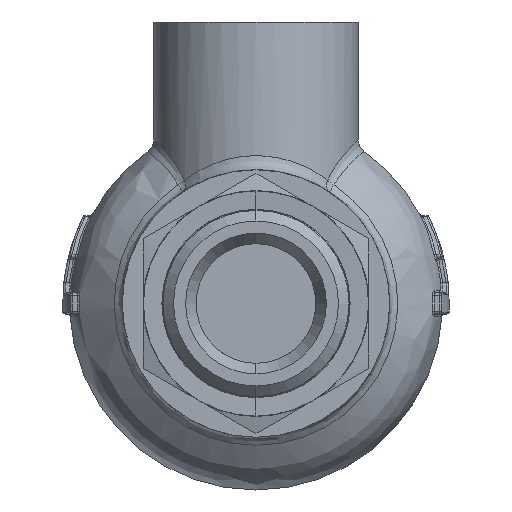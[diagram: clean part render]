
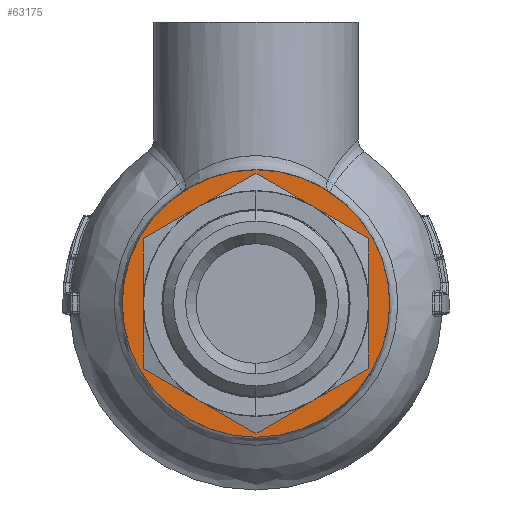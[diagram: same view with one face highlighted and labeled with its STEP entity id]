
A CAD part, front view. The second image highlights one B-rep face of the part: STEP entity #63175.
In plain terms, the highlighted planar face has unit normal (0, -1, 0).
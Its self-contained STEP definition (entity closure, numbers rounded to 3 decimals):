
#324 = FACE_OUTER_BOUND ( 'NONE', #54345, .T. ) ;
#2598 = DIRECTION ( 'NONE',  ( 0., 0., 1. ) ) ;
#3040 =( BOUNDED_CURVE ( )  B_SPLINE_CURVE ( 3, ( #13602, #63268, #7989, #38397 ),
 .UNSPECIFIED., .F., .F. ) 
 B_SPLINE_CURVE_WITH_KNOTS ( ( 4, 4 ),
 ( 0., 1. ),
 .UNSPECIFIED. ) 
 CURVE ( )  GEOMETRIC_REPRESENTATION_ITEM ( )  RATIONAL_B_SPLINE_CURVE ( ( 1., 0.333, 0.333, 1. ) ) 
 REPRESENTATION_ITEM ( '' )  );
#4927 = VERTEX_POINT ( 'NONE', #36772 ) ;
#5837 = CARTESIAN_POINT ( 'NONE',  ( 0., 0., 0. ) ) ;
#7989 = CARTESIAN_POINT ( 'NONE',  ( -31.3, 0., -15.65 ) ) ;
#13602 = CARTESIAN_POINT ( 'NONE',  ( 0., 0., 15.65 ) ) ;
#17683 = FACE_BOUND ( 'NONE', #45712, .T. ) ;
#18549 = VERTEX_POINT ( 'NONE', #75398 ) ;
#19482 = CIRCLE ( 'NONE', #68199, 19. ) ;
#25199 = CARTESIAN_POINT ( 'NONE',  ( 0., 0., -15.65 ) ) ;
#27683 = CARTESIAN_POINT ( 'NONE',  ( 0., 0., 0. ) ) ;
#29626 = EDGE_CURVE ( 'NONE', #18549, #34943, #3040, .T. ) ;
#31106 = CARTESIAN_POINT ( 'NONE',  ( 31.3, 0., 15.65 ) ) ;
#32677 = CARTESIAN_POINT ( 'NONE',  ( 0., 0., -15.65 ) ) ;
#34943 = VERTEX_POINT ( 'NONE', #32677 ) ;
#36772 = CARTESIAN_POINT ( 'NONE',  ( 0., 0., 19. ) ) ;
#38397 = CARTESIAN_POINT ( 'NONE',  ( 0., 0., -15.65 ) ) ;
#40540 = AXIS2_PLACEMENT_3D ( 'NONE', #27683, #64105, #57919 ) ;
#42986 = ORIENTED_EDGE ( 'NONE', *, *, #76384, .T. ) ;
#43435 = ORIENTED_EDGE ( 'NONE', *, *, #29626, .F. ) ;
#45469 = CARTESIAN_POINT ( 'NONE',  ( 0., 0., -19. ) ) ;
#45712 = EDGE_LOOP ( 'NONE', ( #43435, #78175 ) ) ;
#54345 = EDGE_LOOP ( 'NONE', ( #42986, #75553 ) ) ;
#57163 = EDGE_CURVE ( 'NONE', #34943, #18549, #67401, .T. ) ;
#57919 = DIRECTION ( 'NONE',  ( 0., 0., -1. ) ) ;
#61888 = VERTEX_POINT ( 'NONE', #45469 ) ;
#63175 = ADVANCED_FACE ( 'NONE', ( #324, #17683 ), #75936, .T. ) ;
#63268 = CARTESIAN_POINT ( 'NONE',  ( -31.3, 0., 15.65 ) ) ;
#63812 = DIRECTION ( 'NONE',  ( 0., -1., 0. ) ) ;
#64105 = DIRECTION ( 'NONE',  ( 0., -1., 0. ) ) ;
#64349 = CARTESIAN_POINT ( 'NONE',  ( 0., 0., 0. ) ) ;
#67063 = CARTESIAN_POINT ( 'NONE',  ( 31.3, 0., -15.65 ) ) ;
#67349 = DIRECTION ( 'NONE',  ( 0., 0., 1. ) ) ;
#67401 =( BOUNDED_CURVE ( )  B_SPLINE_CURVE ( 3, ( #25199, #67063, #31106, #73228 ),
 .UNSPECIFIED., .F., .F. ) 
 B_SPLINE_CURVE_WITH_KNOTS ( ( 4, 4 ),
 ( 0., 1. ),
 .UNSPECIFIED. ) 
 CURVE ( )  GEOMETRIC_REPRESENTATION_ITEM ( )  RATIONAL_B_SPLINE_CURVE ( ( 1., 0.333, 0.333, 1. ) ) 
 REPRESENTATION_ITEM ( '' )  );
#68199 = AXIS2_PLACEMENT_3D ( 'NONE', #64349, #63812, #2598 ) ;
#69317 = EDGE_CURVE ( 'NONE', #61888, #4927, #79583, .T. ) ;
#73228 = CARTESIAN_POINT ( 'NONE',  ( 0., 0., 15.65 ) ) ;
#73517 = DIRECTION ( 'NONE',  ( 0., -1., 0. ) ) ;
#75398 = CARTESIAN_POINT ( 'NONE',  ( 0., 0., 15.65 ) ) ;
#75553 = ORIENTED_EDGE ( 'NONE', *, *, #69317, .T. ) ;
#75936 = PLANE ( 'NONE',  #40540 ) ;
#76384 = EDGE_CURVE ( 'NONE', #4927, #61888, #19482, .T. ) ;
#78175 = ORIENTED_EDGE ( 'NONE', *, *, #57163, .F. ) ;
#78186 = AXIS2_PLACEMENT_3D ( 'NONE', #5837, #73517, #67349 ) ;
#79583 = CIRCLE ( 'NONE', #78186, 19. ) ;
